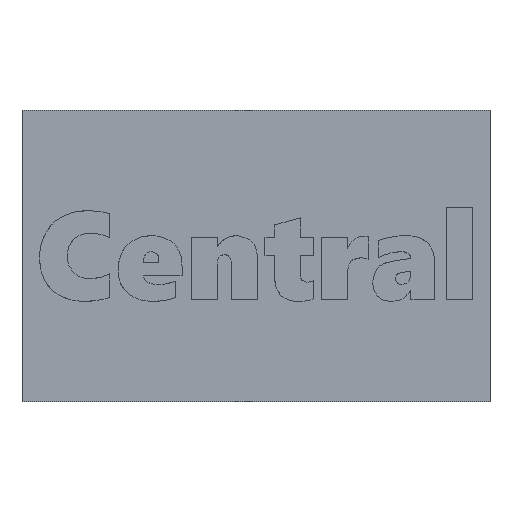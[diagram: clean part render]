
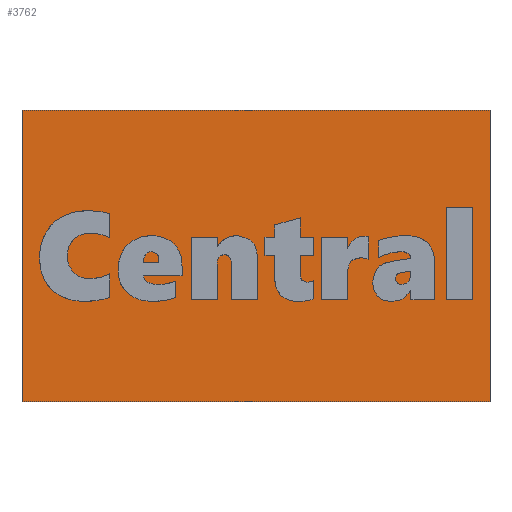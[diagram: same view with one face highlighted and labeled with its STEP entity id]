
A CAD part, top view. The second image highlights one B-rep face of the part: STEP entity #3762.
In plain terms, the highlighted planar face has unit normal (0, 0, 1).
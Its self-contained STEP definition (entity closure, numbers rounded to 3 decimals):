
#374=PLANE('',#4014);
#585=FACE_OUTER_BOUND('',#800,.T.);
#800=EDGE_LOOP('',(#3513,#3514,#3515,#3516));
#1135=LINE('',#6986,#1478);
#1138=LINE('',#6992,#1481);
#1141=LINE('',#6998,#1484);
#1144=LINE('',#7002,#1487);
#1478=VECTOR('',#4767,10.);
#1481=VECTOR('',#4772,10.);
#1484=VECTOR('',#4777,10.);
#1487=VECTOR('',#4782,10.);
#1904=VERTEX_POINT('',#6983);
#1905=VERTEX_POINT('',#6985);
#1907=VERTEX_POINT('',#6991);
#1909=VERTEX_POINT('',#6997);
#2437=EDGE_CURVE('',#1905,#1904,#1135,.T.);
#2440=EDGE_CURVE('',#1907,#1905,#1138,.T.);
#2443=EDGE_CURVE('',#1909,#1907,#1141,.T.);
#2446=EDGE_CURVE('',#1904,#1909,#1144,.T.);
#3513=ORIENTED_EDGE('',*,*,#2446,.T.);
#3514=ORIENTED_EDGE('',*,*,#2443,.T.);
#3515=ORIENTED_EDGE('',*,*,#2440,.T.);
#3516=ORIENTED_EDGE('',*,*,#2437,.T.);
#3762=ADVANCED_FACE('',(#585),#374,.T.);
#4014=AXIS2_PLACEMENT_3D('',#7003,#4783,#4784);
#4767=DIRECTION('',(0.,-1.,0.));
#4772=DIRECTION('',(-1.,0.,0.));
#4777=DIRECTION('',(0.,1.,0.));
#4782=DIRECTION('',(1.,0.,0.));
#4783=DIRECTION('center_axis',(0.,0.,1.));
#4784=DIRECTION('ref_axis',(1.,0.,0.));
#6983=CARTESIAN_POINT('',(-1.735,-1.08,0.29));
#6985=CARTESIAN_POINT('',(-1.735,1.08,0.29));
#6986=CARTESIAN_POINT('',(-1.735,-1.08,0.29));
#6991=CARTESIAN_POINT('',(1.735,1.08,0.29));
#6992=CARTESIAN_POINT('',(-1.735,1.08,0.29));
#6997=CARTESIAN_POINT('',(1.735,-1.08,0.29));
#6998=CARTESIAN_POINT('',(1.735,1.08,0.29));
#7002=CARTESIAN_POINT('',(1.735,-1.08,0.29));
#7003=CARTESIAN_POINT('Origin',(0.,0.,0.29));
